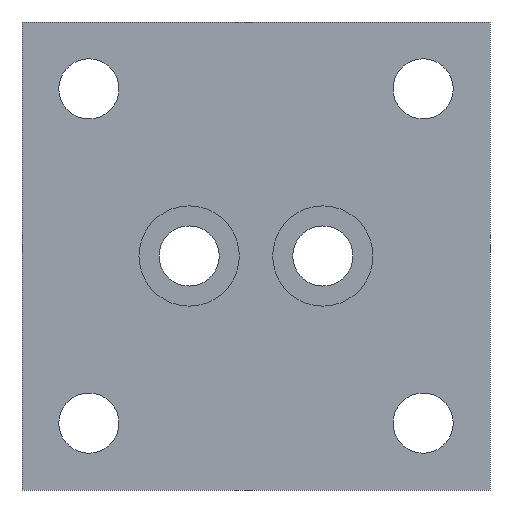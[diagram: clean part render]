
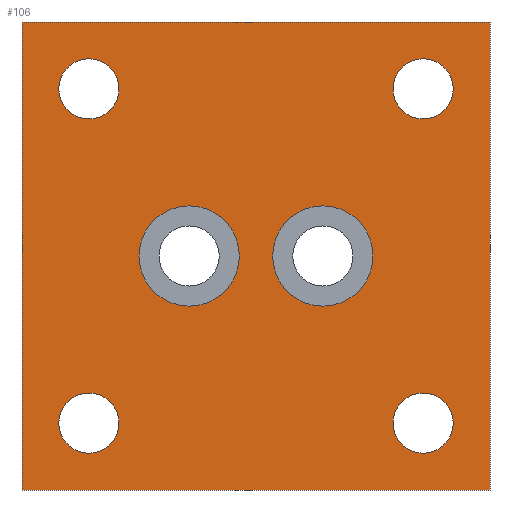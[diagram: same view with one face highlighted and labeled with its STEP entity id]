
A CAD part, front view. The second image highlights one B-rep face of the part: STEP entity #106.
In plain terms, the highlighted planar face has unit normal (0, -1, 0).
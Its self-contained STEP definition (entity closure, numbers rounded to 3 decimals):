
#106=ADVANCED_FACE('',(#186,#187,#188,#189,#190,#191,#192),#193,.F.);
#186=FACE_BOUND('',#276,.T.);
#187=FACE_BOUND('',#277,.T.);
#188=FACE_BOUND('',#278,.T.);
#189=FACE_BOUND('',#279,.T.);
#190=FACE_BOUND('',#280,.T.);
#191=FACE_BOUND('',#281,.T.);
#192=FACE_OUTER_BOUND('',#282,.T.);
#193=PLANE('',#283);
#276=EDGE_LOOP('',(#521,#522));
#277=EDGE_LOOP('',(#523,#524));
#278=EDGE_LOOP('',(#525,#526));
#279=EDGE_LOOP('',(#527,#528));
#280=EDGE_LOOP('',(#529,#530));
#281=EDGE_LOOP('',(#531,#532));
#282=EDGE_LOOP('',(#533,#534,#535,#536));
#283=AXIS2_PLACEMENT_3D('',#537,#538,#539);
#521=ORIENTED_EDGE('',*,*,#611,.T.);
#522=ORIENTED_EDGE('',*,*,#618,.T.);
#523=ORIENTED_EDGE('',*,*,#603,.T.);
#524=ORIENTED_EDGE('',*,*,#622,.T.);
#525=ORIENTED_EDGE('',*,*,#599,.T.);
#526=ORIENTED_EDGE('',*,*,#624,.T.);
#527=ORIENTED_EDGE('',*,*,#595,.T.);
#528=ORIENTED_EDGE('',*,*,#626,.T.);
#529=ORIENTED_EDGE('',*,*,#591,.T.);
#530=ORIENTED_EDGE('',*,*,#628,.T.);
#531=ORIENTED_EDGE('',*,*,#587,.T.);
#532=ORIENTED_EDGE('',*,*,#630,.T.);
#533=ORIENTED_EDGE('',*,*,#644,.T.);
#534=ORIENTED_EDGE('',*,*,#645,.T.);
#535=ORIENTED_EDGE('',*,*,#646,.T.);
#536=ORIENTED_EDGE('',*,*,#647,.T.);
#537=CARTESIAN_POINT('',(35.0,0.,-35.0));
#538=DIRECTION('',(0.0,1.0,0.));
#539=DIRECTION('',(1.0,0.0,0.0));
#587=EDGE_CURVE('',#685,#689,#691,.T.);
#591=EDGE_CURVE('',#693,#697,#699,.T.);
#595=EDGE_CURVE('',#701,#705,#707,.T.);
#599=EDGE_CURVE('',#709,#713,#715,.T.);
#603=EDGE_CURVE('',#717,#721,#723,.T.);
#611=EDGE_CURVE('',#733,#737,#739,.T.);
#618=EDGE_CURVE('',#737,#733,#750,.T.);
#622=EDGE_CURVE('',#721,#717,#754,.T.);
#624=EDGE_CURVE('',#713,#709,#756,.T.);
#626=EDGE_CURVE('',#705,#701,#758,.T.);
#628=EDGE_CURVE('',#697,#693,#760,.T.);
#630=EDGE_CURVE('',#689,#685,#762,.T.);
#644=EDGE_CURVE('',#780,#781,#782,.T.);
#645=EDGE_CURVE('',#781,#783,#784,.T.);
#646=EDGE_CURVE('',#783,#785,#786,.T.);
#647=EDGE_CURVE('',#785,#780,#787,.T.);
#685=VERTEX_POINT('',#833);
#689=VERTEX_POINT('',#838);
#691=CIRCLE('',#841,4.5);
#693=VERTEX_POINT('',#843);
#697=VERTEX_POINT('',#848);
#699=CIRCLE('',#851,4.5);
#701=VERTEX_POINT('',#853);
#705=VERTEX_POINT('',#858);
#707=CIRCLE('',#861,4.5);
#709=VERTEX_POINT('',#863);
#713=VERTEX_POINT('',#868);
#715=CIRCLE('',#871,4.5);
#717=VERTEX_POINT('',#873);
#721=VERTEX_POINT('',#878);
#723=CIRCLE('',#881,7.5);
#733=VERTEX_POINT('',#893);
#737=VERTEX_POINT('',#898);
#739=CIRCLE('',#901,7.5);
#750=CIRCLE('',#914,7.5);
#754=CIRCLE('',#918,7.5);
#756=CIRCLE('',#920,4.5);
#758=CIRCLE('',#922,4.5);
#760=CIRCLE('',#924,4.5);
#762=CIRCLE('',#926,4.5);
#780=VERTEX_POINT('',#948);
#781=VERTEX_POINT('',#949);
#782=LINE('',#950,#951);
#783=VERTEX_POINT('',#952);
#784=LINE('',#953,#954);
#785=VERTEX_POINT('',#955);
#786=LINE('',#956,#957);
#787=LINE('',#958,#959);
#833=CARTESIAN_POINT('',(14.5,0.,-10.0));
#838=CARTESIAN_POINT('',(5.5,0.,-10.0));
#841=AXIS2_PLACEMENT_3D('',#1005,#1006,#1007);
#843=CARTESIAN_POINT('',(14.5,0.,-60.0));
#848=CARTESIAN_POINT('',(5.5,0.,-60.0));
#851=AXIS2_PLACEMENT_3D('',#1013,#1014,#1015);
#853=CARTESIAN_POINT('',(64.5,0.,-10.0));
#858=CARTESIAN_POINT('',(55.5,0.,-10.0));
#861=AXIS2_PLACEMENT_3D('',#1021,#1022,#1023);
#863=CARTESIAN_POINT('',(64.5,0.,-60.0));
#868=CARTESIAN_POINT('',(55.5,0.,-60.0));
#871=AXIS2_PLACEMENT_3D('',#1029,#1030,#1031);
#873=CARTESIAN_POINT('',(52.5,0.,-35.0));
#878=CARTESIAN_POINT('',(37.5,0.,-35.0));
#881=AXIS2_PLACEMENT_3D('',#1037,#1038,#1039);
#893=CARTESIAN_POINT('',(32.5,0.,-35.0));
#898=CARTESIAN_POINT('',(17.5,0.,-35.0));
#901=AXIS2_PLACEMENT_3D('',#1053,#1054,#1055);
#914=AXIS2_PLACEMENT_3D('',#1070,#1071,#1072);
#918=AXIS2_PLACEMENT_3D('',#1082,#1083,#1084);
#920=AXIS2_PLACEMENT_3D('',#1088,#1089,#1090);
#922=AXIS2_PLACEMENT_3D('',#1094,#1095,#1096);
#924=AXIS2_PLACEMENT_3D('',#1100,#1101,#1102);
#926=AXIS2_PLACEMENT_3D('',#1106,#1107,#1108);
#948=CARTESIAN_POINT('',(70.0,0.,-70.0));
#949=CARTESIAN_POINT('',(70.0,0.0,0.0));
#950=CARTESIAN_POINT('',(70.0,0.,-35.0));
#951=VECTOR('',#1140,1.0);
#952=CARTESIAN_POINT('',(0.0,0.0,0.0));
#953=CARTESIAN_POINT('',(35.0,0.0,0.0));
#954=VECTOR('',#1141,1.0);
#955=CARTESIAN_POINT('',(0.0,0.,-70.0));
#956=CARTESIAN_POINT('',(0.0,0.,-35.0));
#957=VECTOR('',#1142,1.0);
#958=CARTESIAN_POINT('',(35.0,0.,-70.0));
#959=VECTOR('',#1143,1.0);
#1005=CARTESIAN_POINT('',(10.0,0.,-10.0));
#1006=DIRECTION('',(0.0,1.0,0.));
#1007=DIRECTION('',(1.0,0.0,0.0));
#1013=CARTESIAN_POINT('',(10.0,0.,-60.0));
#1014=DIRECTION('',(0.0,1.0,0.));
#1015=DIRECTION('',(1.0,0.0,0.0));
#1021=CARTESIAN_POINT('',(60.0,0.,-10.0));
#1022=DIRECTION('',(0.0,1.0,0.));
#1023=DIRECTION('',(1.0,0.0,0.0));
#1029=CARTESIAN_POINT('',(60.0,0.,-60.0));
#1030=DIRECTION('',(0.0,1.0,0.));
#1031=DIRECTION('',(1.0,0.0,0.0));
#1037=CARTESIAN_POINT('',(45.0,0.,-35.0));
#1038=DIRECTION('',(0.0,1.0,0.));
#1039=DIRECTION('',(1.0,0.0,0.0));
#1053=CARTESIAN_POINT('',(25.0,0.,-35.0));
#1054=DIRECTION('',(0.0,1.0,0.));
#1055=DIRECTION('',(1.0,0.0,0.0));
#1070=CARTESIAN_POINT('',(25.0,0.,-35.0));
#1071=DIRECTION('',(0.0,1.0,0.));
#1072=DIRECTION('',(1.0,0.0,0.0));
#1082=CARTESIAN_POINT('',(45.0,0.,-35.0));
#1083=DIRECTION('',(0.0,1.0,0.));
#1084=DIRECTION('',(1.0,0.0,0.0));
#1088=CARTESIAN_POINT('',(60.0,0.,-60.0));
#1089=DIRECTION('',(0.0,1.0,0.));
#1090=DIRECTION('',(1.0,0.0,0.0));
#1094=CARTESIAN_POINT('',(60.0,0.,-10.0));
#1095=DIRECTION('',(0.0,1.0,0.));
#1096=DIRECTION('',(1.0,0.0,0.0));
#1100=CARTESIAN_POINT('',(10.0,0.,-60.0));
#1101=DIRECTION('',(0.0,1.0,0.));
#1102=DIRECTION('',(1.0,0.0,0.0));
#1106=CARTESIAN_POINT('',(10.0,0.,-10.0));
#1107=DIRECTION('',(0.0,1.0,0.));
#1108=DIRECTION('',(1.0,0.0,0.0));
#1140=DIRECTION('',(0.0,0.,1.0));
#1141=DIRECTION('',(-1.0,0.0,0.0));
#1142=DIRECTION('',(0.0,0.,-1.0));
#1143=DIRECTION('',(1.0,0.0,0.0));
